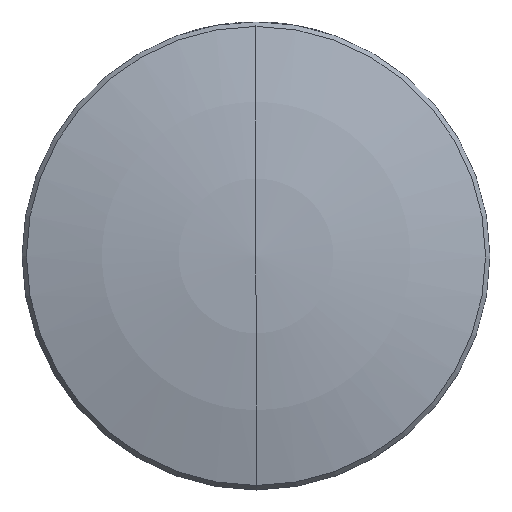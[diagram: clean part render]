
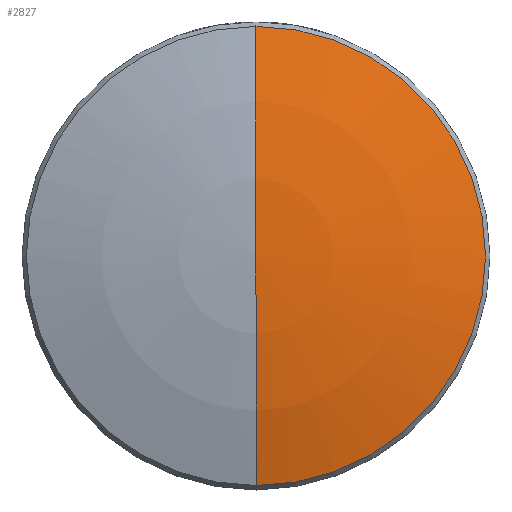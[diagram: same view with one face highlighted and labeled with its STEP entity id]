
A CAD part, top view. The second image highlights one B-rep face of the part: STEP entity #2827.
In plain terms, the highlighted toroidal (fillet/blend) face has major radius 0.028 mm and minor radius 46 mm.
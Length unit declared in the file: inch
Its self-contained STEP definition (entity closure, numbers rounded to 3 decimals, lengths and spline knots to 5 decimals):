
#33 = AXIS2_PLACEMENT_3D ( 'NONE', #443, #1668, #1126 ) ;
#443 = CARTESIAN_POINT ( 'NONE',  ( 0.24171, 0.51835, 0.8464 ) ) ;
#792 = EDGE_LOOP ( 'NONE', ( #2013, #2480, #2134 ) ) ;
#891 = CARTESIAN_POINT ( 'NONE',  ( 0.24171, 0.02779, 0.8464 ) ) ;
#903 = AXIS2_PLACEMENT_3D ( 'NONE', #2721, #2978, #1789 ) ;
#1074 = FACE_OUTER_BOUND ( 'NONE', #792, .T. ) ;
#1126 = DIRECTION ( 'NONE',  ( 0., 1., 0. ) ) ;
#1201 = EDGE_CURVE ( 'NONE', #2977, #1207, #1371, .T. ) ;
#1207 = VERTEX_POINT ( 'NONE', #2130 ) ;
#1283 = CARTESIAN_POINT ( 'NONE',  ( 0.24171, 0.51835, -0.89722 ) ) ;
#1303 = TOROIDAL_SURFACE ( 'NONE', #2224, 0.00108, 1.81102 ) ;
#1371 = CIRCLE ( 'NONE', #33, 0.49056 ) ;
#1590 = DIRECTION ( 'NONE',  ( 1., 0., 0. ) ) ;
#1591 = VERTEX_POINT ( 'NONE', #2924 ) ;
#1668 = DIRECTION ( 'NONE',  ( 0., 0., 1. ) ) ;
#1789 = DIRECTION ( 'NONE',  ( 0., 0., 1. ) ) ;
#1811 = EDGE_CURVE ( 'NONE', #1591, #1207, #2669, .T. ) ;
#2013 = ORIENTED_EDGE ( 'NONE', *, *, #1811, .F. ) ;
#2042 = CIRCLE ( 'NONE', #2586, 1.81102 ) ;
#2117 = DIRECTION ( 'NONE',  ( 0., 1., 0. ) ) ;
#2130 = CARTESIAN_POINT ( 'NONE',  ( 0.24171, 1.00892, 0.8464 ) ) ;
#2134 = ORIENTED_EDGE ( 'NONE', *, *, #1201, .T. ) ;
#2224 = AXIS2_PLACEMENT_3D ( 'NONE', #1283, #2523, #2993 ) ;
#2480 = ORIENTED_EDGE ( 'NONE', *, *, #2673, .T. ) ;
#2523 = DIRECTION ( 'NONE',  ( 0., 0., -1. ) ) ;
#2586 = AXIS2_PLACEMENT_3D ( 'NONE', #3017, #1590, #2117 ) ;
#2669 = CIRCLE ( 'NONE', #903, 1.81102 ) ;
#2673 = EDGE_CURVE ( 'NONE', #1591, #2977, #2042, .T. ) ;
#2721 = CARTESIAN_POINT ( 'NONE',  ( 0.24171, 0.51944, -0.89722 ) ) ;
#2827 = ADVANCED_FACE ( 'NONE', ( #1074 ), #1303, .T. ) ;
#2924 = CARTESIAN_POINT ( 'NONE',  ( 0.24171, 0.51835, 0.9138 ) ) ;
#2977 = VERTEX_POINT ( 'NONE', #891 ) ;
#2978 = DIRECTION ( 'NONE',  ( -1., 0., 0. ) ) ;
#2993 = DIRECTION ( 'NONE',  ( 0., 1., 0. ) ) ;
#3017 = CARTESIAN_POINT ( 'NONE',  ( 0.24171, 0.51727, -0.89722 ) ) ;
